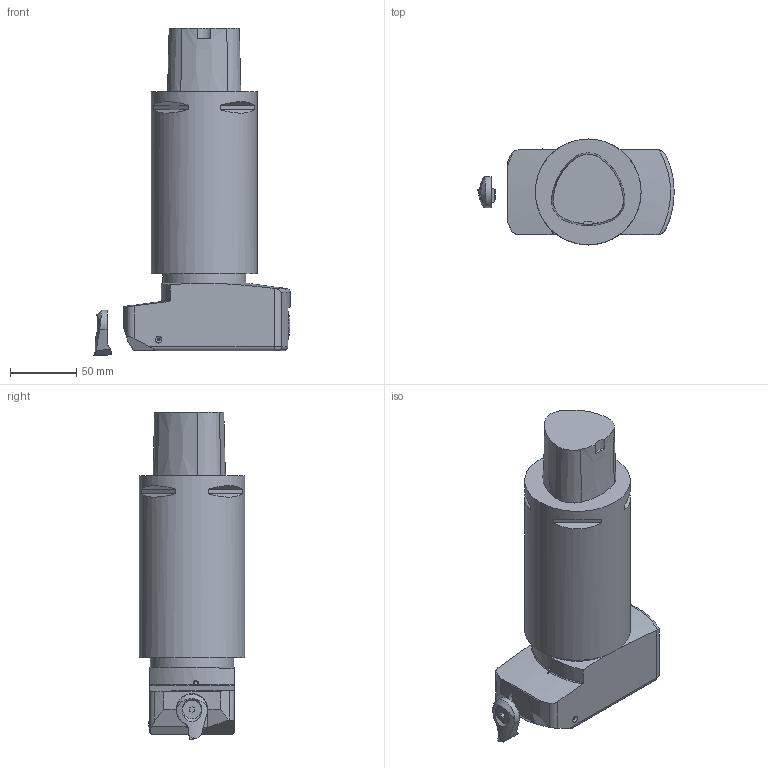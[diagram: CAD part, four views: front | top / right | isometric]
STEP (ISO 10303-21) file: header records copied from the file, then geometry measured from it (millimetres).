
FILE_DESCRIPTION(/* description */ (''),/* implementation_level */ '2;1');
FILE_NAME(/* name */ '1566813593473.stp',/* time_stamp */ '2019-08-26T12:00:00+02:00',/* author */ (''),/* organization */ ('SMS'),/* preprocessor_version */ 'ST-DEVELOPER v16.7',/* originating_system */ 'SIEMENS PLM Software NX 12.0',/* authorisation */ '');
FILE_SCHEMA (('AUTOMOTIVE_DESIGN { 1 0 10303 214 3 1 1 1 }'));
Length unit declared in the file: millimetre
Products named in the file (7): ASSEMBLY_CONSTRUCTION; IsoTurningInsert; 201964712mod000_00; 111166840mod000_01; 111169134mod000_01; 111164811mod000_01
Assembly tree (6 placements, depth 3):
  111164811mod000_01
    111169134mod000_01
      201964712mod000_00
      IsoTurningInsert
      ASSEMBLY_CONSTRUCTION
    111166840mod000_01
    ASSEMBLY_CONSTRUCTION
Bounding box: 148.46 x 80 x 248 mm (x, y, z)
Volume: 1179700.4 mm3; surface area: 99740.2 mm2
Topology: 4 solids, 5 shells, 420 faces, 1178 edges, 792 vertices
Faces by surface type: plane 297, cone 72, cylinder 37, torus 9, bspline 3, sphere 2
Full cylindrical faces by diameter (mm): 1.5 x1, 2.8 x2, 4 x1, 4.7 x1, 8.5 x1, 9.5 x2, 10 x1, 13.9 x1, 24 x2, 62.985 x1, 80 x1
Entity records: 14050 total; most frequent: CARTESIAN_POINT 3533, ORIENTED_EDGE 2258, DIRECTION 1932, EDGE_CURVE 1129, VERTEX_POINT 763, AXIS2_PLACEMENT_3D 667, LINE 598, VECTOR 598
